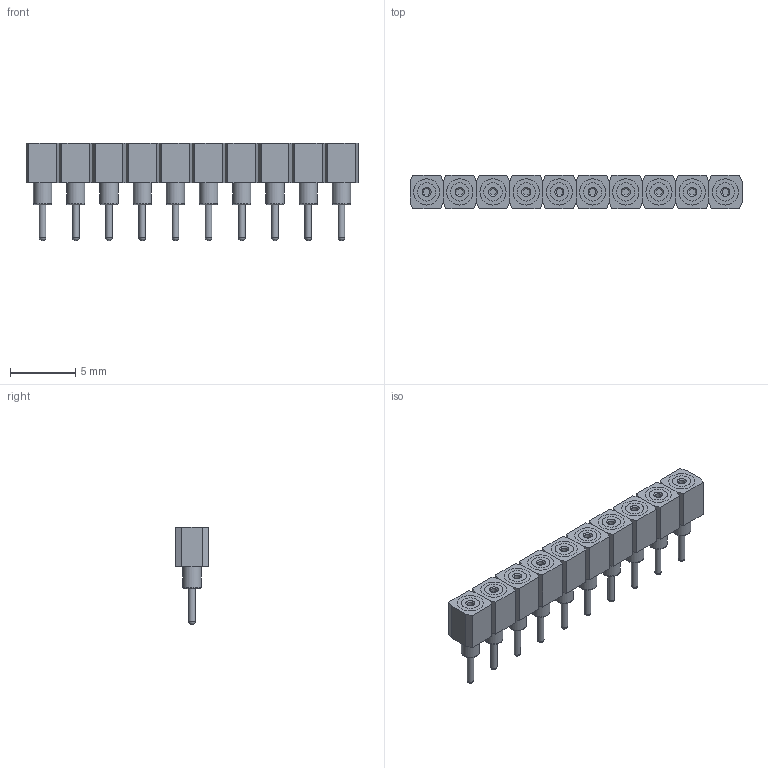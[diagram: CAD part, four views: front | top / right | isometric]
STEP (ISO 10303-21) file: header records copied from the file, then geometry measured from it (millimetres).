
FILE_DESCRIPTION(('FreeCAD Model'),'2;1');
FILE_NAME('Precision_Socket_Strip_Straight_L3.0_P2.5_01x10.step','2019-08-27T02:06:03',('Author'),(''), 'Open CASCADE STEP processor 6.8','FreeCAD','Unknown');
FILE_SCHEMA(('AUTOMOTIVE_DESIGN { 1 0 10303 214 1 1 1 1 }'));
Length unit declared in the file: millimetre
Products named in the file (1): Precision_Socket_Strip_Straight_L3.0_P2.5_01x10
Bounding box: 25.4 x 2.54 x 7.43 mm (x, y, z)
Volume: 209.8 mm3; surface area: 510.7 mm2
Topology: 1 solids, 1 shells, 192 faces, 374 edges, 234 vertices
Faces by surface type: plane 132, cylinder 30, torus 20, revolution 10
Full cylindrical faces by diameter (mm): 0.5 x20, 1.4 x10
Entity records: 6297 total; most frequent: DIRECTION 890, CARTESIAN_POINT 871, ORIENTED_EDGE 748, EDGE_CURVE 374, AXIS2_PLACEMENT_3D 323, FACE_BOUND 242, EDGE_LOOP 242, VERTEX_POINT 234
